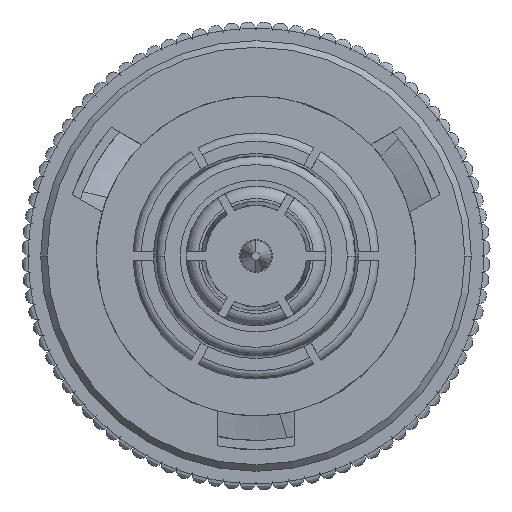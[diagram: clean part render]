
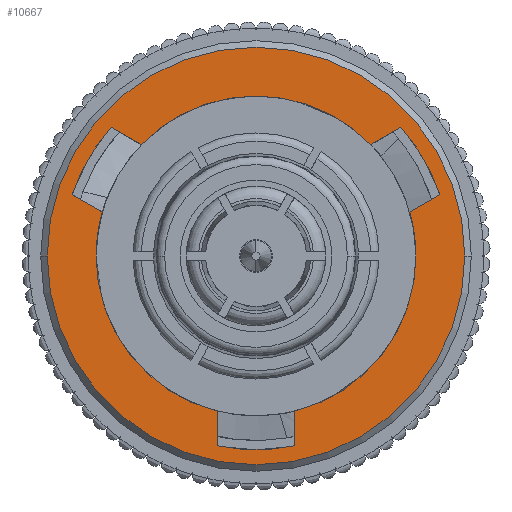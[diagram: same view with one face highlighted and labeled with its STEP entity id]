
A CAD part, left-side view. The second image highlights one B-rep face of the part: STEP entity #10667.
In plain terms, the highlighted face is planar.
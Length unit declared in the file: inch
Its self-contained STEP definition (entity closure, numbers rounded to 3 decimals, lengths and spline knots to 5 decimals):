
#432 = CARTESIAN_POINT ( 'NONE',  ( 0., 0., 0. ) ) ;
#587 = ORIENTED_EDGE ( 'NONE', *, *, #22232, .F. ) ;
#693 = ORIENTED_EDGE ( 'NONE', *, *, #4182, .F. ) ;
#869 = EDGE_CURVE ( 'NONE', #2190, #22789, #19446, .T. ) ;
#938 = CARTESIAN_POINT ( 'NONE',  ( 0., 0., -0.2545 ) ) ;
#988 = ORIENTED_EDGE ( 'NONE', *, *, #8752, .F. ) ;
#1070 = CARTESIAN_POINT ( 'NONE',  ( 0., 0., 0. ) ) ;
#1208 = CARTESIAN_POINT ( 'NONE',  ( 0., -0.15683, -0.17664 ) ) ;
#1209 = FACE_OUTER_BOUND ( 'NONE', #24388, .T. ) ;
#1629 = ORIENTED_EDGE ( 'NONE', *, *, #13916, .T. ) ;
#1979 = CARTESIAN_POINT ( 'NONE',  ( 0., -0.07456, -0.22414 ) ) ;
#2014 = DIRECTION ( 'NONE',  ( 0., -0.5, -0.866 ) ) ;
#2020 = LINE ( 'NONE', #12480, #8774 ) ;
#2128 = AXIS2_PLACEMENT_3D ( 'NONE', #14338, #3749, #6205 ) ;
#2190 = VERTEX_POINT ( 'NONE', #4547 ) ;
#2315 = ORIENTED_EDGE ( 'NONE', *, *, #15282, .F. ) ;
#2354 = EDGE_CURVE ( 'NONE', #12153, #15367, #13455, .T. ) ;
#2408 = AXIS2_PLACEMENT_3D ( 'NONE', #8504, #18940, #17048 ) ;
#2756 = CARTESIAN_POINT ( 'NONE',  ( 0., 0.18913, 0.0475 ) ) ;
#2768 = DIRECTION ( 'NONE',  ( -1., 0., 0. ) ) ;
#2825 = CIRCLE ( 'NONE', #6306, 0.23622 ) ;
#3043 = VERTEX_POINT ( 'NONE', #23101 ) ;
#3335 = CARTESIAN_POINT ( 'NONE',  ( 0., 0., 0. ) ) ;
#3749 = DIRECTION ( 'NONE',  ( -1., 0., 0. ) ) ;
#3846 = AXIS2_PLACEMENT_3D ( 'NONE', #25453, #25187, #13129 ) ;
#3847 = CARTESIAN_POINT ( 'NONE',  ( 0., 0.2314, 0.0475 ) ) ;
#4182 = EDGE_CURVE ( 'NONE', #14094, #6787, #10581, .T. ) ;
#4547 = CARTESIAN_POINT ( 'NONE',  ( 0., 0., 0.195 ) ) ;
#5000 = DIRECTION ( 'NONE',  ( -1., 0., 0. ) ) ;
#5149 = VERTEX_POINT ( 'NONE', #7289 ) ;
#5206 = VERTEX_POINT ( 'NONE', #5256 ) ;
#5221 = CIRCLE ( 'NONE', #2128, 0.2545 ) ;
#5256 = CARTESIAN_POINT ( 'NONE',  ( 0., -0.05343, -0.18754 ) ) ;
#5411 = DIRECTION ( 'NONE',  ( 0., 0., 1. ) ) ;
#5463 = CIRCLE ( 'NONE', #5902, 0.195 ) ;
#5553 = LINE ( 'NONE', #14080, #20410 ) ;
#5902 = AXIS2_PLACEMENT_3D ( 'NONE', #16627, #23039, #25334 ) ;
#5989 = VECTOR ( 'NONE', #2014, 39.37008 ) ;
#6205 = DIRECTION ( 'NONE',  ( 0., 0., 1. ) ) ;
#6220 = DIRECTION ( 'NONE',  ( 0., 1., 0. ) ) ;
#6306 = AXIS2_PLACEMENT_3D ( 'NONE', #1070, #23733, #5411 ) ;
#6474 = VERTEX_POINT ( 'NONE', #18270 ) ;
#6541 = DIRECTION ( 'NONE',  ( 0., 0., 1. ) ) ;
#6746 = EDGE_CURVE ( 'NONE', #3043, #16196, #15334, .T. ) ;
#6773 = EDGE_CURVE ( 'NONE', #11472, #22789, #5553, .T. ) ;
#6787 = VERTEX_POINT ( 'NONE', #1208 ) ;
#7289 = CARTESIAN_POINT ( 'NONE',  ( 0., 0., 0.2545 ) ) ;
#7405 = AXIS2_PLACEMENT_3D ( 'NONE', #17143, #2768, #11331 ) ;
#7597 = DIRECTION ( 'NONE',  ( 0., -1., 0. ) ) ;
#7732 = EDGE_CURVE ( 'NONE', #16196, #8316, #18870, .T. ) ;
#7772 = VECTOR ( 'NONE', #20370, 39.37008 ) ;
#7962 = DIRECTION ( 'NONE',  ( 1., 0., 0. ) ) ;
#8104 = CIRCLE ( 'NONE', #20668, 0.195 ) ;
#8316 = VERTEX_POINT ( 'NONE', #14517 ) ;
#8504 = CARTESIAN_POINT ( 'NONE',  ( 0., 0., 0. ) ) ;
#8505 = VERTEX_POINT ( 'NONE', #1979 ) ;
#8752 = EDGE_CURVE ( 'NONE', #5149, #25416, #24251, .T. ) ;
#8774 = VECTOR ( 'NONE', #18572, 39.37008 ) ;
#9207 = CARTESIAN_POINT ( 'NONE',  ( 0., 0., 0. ) ) ;
#9938 = ORIENTED_EDGE ( 'NONE', *, *, #7732, .F. ) ;
#10017 = ORIENTED_EDGE ( 'NONE', *, *, #2354, .T. ) ;
#10416 = CIRCLE ( 'NONE', #26427, 0.23622 ) ;
#10581 = LINE ( 'NONE', #20607, #5989 ) ;
#10667 = ADVANCED_FACE ( 'NONE', ( #1209, #20318 ), #19786, .F. ) ;
#10774 = EDGE_CURVE ( 'NONE', #12153, #6474, #16639, .T. ) ;
#11331 = DIRECTION ( 'NONE',  ( 0., 0., 1. ) ) ;
#11350 = ORIENTED_EDGE ( 'NONE', *, *, #10774, .F. ) ;
#11472 = VERTEX_POINT ( 'NONE', #3847 ) ;
#11533 = CARTESIAN_POINT ( 'NONE',  ( 0., 0.195, 0. ) ) ;
#11927 = DIRECTION ( 'NONE',  ( 0., 0., 1. ) ) ;
#12153 = VERTEX_POINT ( 'NONE', #25308 ) ;
#12480 = CARTESIAN_POINT ( 'NONE',  ( 0., -0.07456, -0.22414 ) ) ;
#13129 = DIRECTION ( 'NONE',  ( 0., 0., 1. ) ) ;
#13251 = CARTESIAN_POINT ( 'NONE',  ( 0., -0.1357, -0.14004 ) ) ;
#13455 = CIRCLE ( 'NONE', #7405, 0.195 ) ;
#13916 = EDGE_CURVE ( 'NONE', #14094, #25094, #8104, .T. ) ;
#14080 = CARTESIAN_POINT ( 'NONE',  ( 0., 0.2314, 0.0475 ) ) ;
#14094 = VERTEX_POINT ( 'NONE', #13251 ) ;
#14338 = CARTESIAN_POINT ( 'NONE',  ( 0., 0., 0. ) ) ;
#14517 = CARTESIAN_POINT ( 'NONE',  ( 0., -0.15683, 0.17664 ) ) ;
#15172 = VECTOR ( 'NONE', #6220, 39.37008 ) ;
#15282 = EDGE_CURVE ( 'NONE', #8505, #5206, #2020, .T. ) ;
#15334 = LINE ( 'NONE', #17488, #25198 ) ;
#15367 = VERTEX_POINT ( 'NONE', #20613 ) ;
#15391 = ORIENTED_EDGE ( 'NONE', *, *, #19337, .F. ) ;
#15510 = ORIENTED_EDGE ( 'NONE', *, *, #19544, .T. ) ;
#15944 = DIRECTION ( 'NONE',  ( 0., 0., 1. ) ) ;
#16082 = CARTESIAN_POINT ( 'NONE',  ( 0., 0., 0. ) ) ;
#16151 = LINE ( 'NONE', #24446, #7772 ) ;
#16196 = VERTEX_POINT ( 'NONE', #22309 ) ;
#16292 = ORIENTED_EDGE ( 'NONE', *, *, #6746, .F. ) ;
#16627 = CARTESIAN_POINT ( 'NONE',  ( 0., 0., 0. ) ) ;
#16639 = LINE ( 'NONE', #22637, #15172 ) ;
#17048 = DIRECTION ( 'NONE',  ( 0., 0., 1. ) ) ;
#17143 = CARTESIAN_POINT ( 'NONE',  ( 0., 0., 0. ) ) ;
#17455 = DIRECTION ( 'NONE',  ( 0., 0., 1. ) ) ;
#17488 = CARTESIAN_POINT ( 'NONE',  ( 0., -0.07456, 0.22414 ) ) ;
#17495 = CARTESIAN_POINT ( 'NONE',  ( 0., -0.1357, 0.14004 ) ) ;
#17749 = DIRECTION ( 'NONE',  ( -1., 0., 0. ) ) ;
#18105 = DIRECTION ( 'NONE',  ( 0., 0., 1. ) ) ;
#18270 = CARTESIAN_POINT ( 'NONE',  ( 0., 0.2314, -0.0475 ) ) ;
#18572 = DIRECTION ( 'NONE',  ( 0., 0.5, 0.866 ) ) ;
#18661 = ORIENTED_EDGE ( 'NONE', *, *, #19523, .T. ) ;
#18870 = CIRCLE ( 'NONE', #25822, 0.23622 ) ;
#18940 = DIRECTION ( 'NONE',  ( -1., 0., 0. ) ) ;
#19337 = EDGE_CURVE ( 'NONE', #6787, #8505, #2825, .T. ) ;
#19446 = CIRCLE ( 'NONE', #3846, 0.195 ) ;
#19523 = EDGE_CURVE ( 'NONE', #15367, #5206, #24084, .T. ) ;
#19544 = EDGE_CURVE ( 'NONE', #3043, #2190, #5463, .T. ) ;
#19786 = PLANE ( 'NONE',  #19907 ) ;
#19907 = AXIS2_PLACEMENT_3D ( 'NONE', #11533, #17749, #11927 ) ;
#20245 = ORIENTED_EDGE ( 'NONE', *, *, #869, .T. ) ;
#20318 = FACE_BOUND ( 'NONE', #26244, .T. ) ;
#20370 = DIRECTION ( 'NONE',  ( 0., 0.5, -0.866 ) ) ;
#20410 = VECTOR ( 'NONE', #7597, 39.37008 ) ;
#20607 = CARTESIAN_POINT ( 'NONE',  ( 0., -0.15683, -0.17664 ) ) ;
#20613 = CARTESIAN_POINT ( 'NONE',  ( 0., 0., -0.195 ) ) ;
#20668 = AXIS2_PLACEMENT_3D ( 'NONE', #16082, #22216, #15944 ) ;
#20781 = AXIS2_PLACEMENT_3D ( 'NONE', #9207, #5000, #17455 ) ;
#21889 = EDGE_CURVE ( 'NONE', #25416, #5149, #5221, .T. ) ;
#22216 = DIRECTION ( 'NONE',  ( -1., 0., 0. ) ) ;
#22232 = EDGE_CURVE ( 'NONE', #6474, #11472, #10416, .T. ) ;
#22309 = CARTESIAN_POINT ( 'NONE',  ( 0., -0.07456, 0.22414 ) ) ;
#22637 = CARTESIAN_POINT ( 'NONE',  ( 0., 0.2314, -0.0475 ) ) ;
#22677 = DIRECTION ( 'NONE',  ( 1., 0., 0. ) ) ;
#22789 = VERTEX_POINT ( 'NONE', #2756 ) ;
#23039 = DIRECTION ( 'NONE',  ( -1., 0., 0. ) ) ;
#23077 = ORIENTED_EDGE ( 'NONE', *, *, #6773, .F. ) ;
#23101 = CARTESIAN_POINT ( 'NONE',  ( 0., -0.05343, 0.18754 ) ) ;
#23733 = DIRECTION ( 'NONE',  ( 1., 0., 0. ) ) ;
#23899 = ORIENTED_EDGE ( 'NONE', *, *, #21889, .F. ) ;
#24084 = CIRCLE ( 'NONE', #2408, 0.195 ) ;
#24251 = CIRCLE ( 'NONE', #20781, 0.2545 ) ;
#24388 = EDGE_LOOP ( 'NONE', ( #988, #23899 ) ) ;
#24446 = CARTESIAN_POINT ( 'NONE',  ( 0., -0.15683, 0.17664 ) ) ;
#24577 = ORIENTED_EDGE ( 'NONE', *, *, #26811, .F. ) ;
#25094 = VERTEX_POINT ( 'NONE', #17495 ) ;
#25187 = DIRECTION ( 'NONE',  ( -1., 0., 0. ) ) ;
#25198 = VECTOR ( 'NONE', #25776, 39.37008 ) ;
#25308 = CARTESIAN_POINT ( 'NONE',  ( 0., 0.18913, -0.0475 ) ) ;
#25334 = DIRECTION ( 'NONE',  ( 0., 0., 1. ) ) ;
#25416 = VERTEX_POINT ( 'NONE', #938 ) ;
#25453 = CARTESIAN_POINT ( 'NONE',  ( 0., 0., 0. ) ) ;
#25776 = DIRECTION ( 'NONE',  ( 0., -0.5, 0.866 ) ) ;
#25822 = AXIS2_PLACEMENT_3D ( 'NONE', #432, #22677, #6541 ) ;
#26244 = EDGE_LOOP ( 'NONE', ( #10017, #18661, #2315, #15391, #693, #1629, #24577, #9938, #16292, #15510, #20245, #23077, #587, #11350 ) ) ;
#26427 = AXIS2_PLACEMENT_3D ( 'NONE', #3335, #7962, #18105 ) ;
#26811 = EDGE_CURVE ( 'NONE', #8316, #25094, #16151, .T. ) ;
